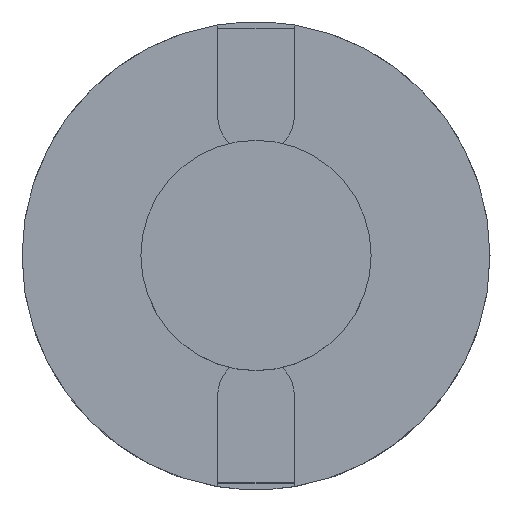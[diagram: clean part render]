
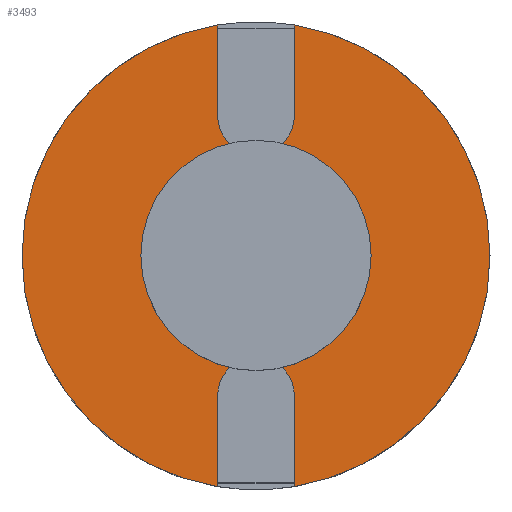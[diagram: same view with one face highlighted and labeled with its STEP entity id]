
A CAD part, top view. The second image highlights one B-rep face of the part: STEP entity #3493.
In plain terms, the highlighted planar face has unit normal (0, 0, 1).
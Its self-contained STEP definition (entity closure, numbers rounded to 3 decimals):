
#68 = VERTEX_POINT ( 'NONE', #1935 ) ;
#79 = LINE ( 'NONE', #538, #3521 ) ;
#80 = CARTESIAN_POINT ( 'NONE',  ( 7.938, 28.938, 101.6 ) ) ;
#82 = CARTESIAN_POINT ( 'NONE',  ( 0., 28.937, 101.6 ) ) ;
#121 = ORIENTED_EDGE ( 'NONE', *, *, #302, .F. ) ;
#177 = DIRECTION ( 'NONE',  ( -1., 0., 0. ) ) ;
#230 = CARTESIAN_POINT ( 'NONE',  ( 0., 0., 101.6 ) ) ;
#244 = EDGE_CURVE ( 'NONE', #3262, #3481, #3986, .T. ) ;
#257 = VECTOR ( 'NONE', #1273, 1000. ) ;
#302 = EDGE_CURVE ( 'NONE', #582, #3238, #2096, .T. ) ;
#305 = CIRCLE ( 'NONE', #3840, 48.385 ) ;
#394 = CARTESIAN_POINT ( 'NONE',  ( 0., 0., 101.6 ) ) ;
#400 = ORIENTED_EDGE ( 'NONE', *, *, #1123, .F. ) ;
#421 = DIRECTION ( 'NONE',  ( 1., 0., 0. ) ) ;
#426 = CARTESIAN_POINT ( 'NONE',  ( 19.05, 0., 101.6 ) ) ;
#459 = CARTESIAN_POINT ( 'NONE',  ( -7.937, -47., 101.6 ) ) ;
#482 = DIRECTION ( 'NONE',  ( 0., -1., 0. ) ) ;
#538 = CARTESIAN_POINT ( 'NONE',  ( 7.938, 48.385, 101.6 ) ) ;
#574 = DIRECTION ( 'NONE',  ( -1., 0., 0. ) ) ;
#582 = VERTEX_POINT ( 'NONE', #3097 ) ;
#607 = FACE_BOUND ( 'NONE', #2370, .T. ) ;
#617 = EDGE_CURVE ( 'NONE', #2028, #3238, #1268, .T. ) ;
#623 = VERTEX_POINT ( 'NONE', #2469 ) ;
#701 = DIRECTION ( 'NONE',  ( 0., 0., -1. ) ) ;
#731 = DIRECTION ( 'NONE',  ( -1., 0., 0. ) ) ;
#743 = EDGE_CURVE ( 'NONE', #2378, #68, #79, .T. ) ;
#759 = EDGE_CURVE ( 'NONE', #68, #1601, #961, .T. ) ;
#767 = AXIS2_PLACEMENT_3D ( 'NONE', #2735, #4088, #2074 ) ;
#814 = CIRCLE ( 'NONE', #3587, 19.05 ) ;
#839 = VERTEX_POINT ( 'NONE', #3610 ) ;
#920 = EDGE_CURVE ( 'NONE', #2028, #1104, #3084, .T. ) ;
#961 = CIRCLE ( 'NONE', #2545, 7.937 ) ;
#966 = CARTESIAN_POINT ( 'NONE',  ( 7.937, 47.729, 101.6 ) ) ;
#1005 = DIRECTION ( 'NONE',  ( -1., 0., 0. ) ) ;
#1007 = CIRCLE ( 'NONE', #2846, 48.385 ) ;
#1024 = LINE ( 'NONE', #3264, #257 ) ;
#1031 = ORIENTED_EDGE ( 'NONE', *, *, #2087, .F. ) ;
#1095 = EDGE_CURVE ( 'NONE', #3481, #3262, #814, .T. ) ;
#1104 = VERTEX_POINT ( 'NONE', #1489 ) ;
#1123 = EDGE_CURVE ( 'NONE', #1104, #623, #1784, .T. ) ;
#1138 = CARTESIAN_POINT ( 'NONE',  ( -7.938, 48.385, 101.6 ) ) ;
#1205 = DIRECTION ( 'NONE',  ( 0., 0., 1. ) ) ;
#1223 = VECTOR ( 'NONE', #482, 1000. ) ;
#1250 = CARTESIAN_POINT ( 'NONE',  ( 7.937, -47., 101.6 ) ) ;
#1268 = LINE ( 'NONE', #3115, #3838 ) ;
#1273 = DIRECTION ( 'NONE',  ( 0., 1., 0. ) ) ;
#1305 = VECTOR ( 'NONE', #4126, 1000. ) ;
#1326 = ORIENTED_EDGE ( 'NONE', *, *, #2047, .F. ) ;
#1331 = CARTESIAN_POINT ( 'NONE',  ( 0., 0., 101.6 ) ) ;
#1489 = CARTESIAN_POINT ( 'NONE',  ( 7.938, 28.938, 101.6 ) ) ;
#1543 = DIRECTION ( 'NONE',  ( 0., 0., -1. ) ) ;
#1547 = EDGE_CURVE ( 'NONE', #1659, #2378, #1024, .T. ) ;
#1601 = VERTEX_POINT ( 'NONE', #2951 ) ;
#1659 = VERTEX_POINT ( 'NONE', #3667 ) ;
#1744 = PLANE ( 'NONE',  #767 ) ;
#1770 = CARTESIAN_POINT ( 'NONE',  ( -7.937, -54.815, 101.6 ) ) ;
#1784 = LINE ( 'NONE', #80, #2566 ) ;
#1808 = VERTEX_POINT ( 'NONE', #459 ) ;
#1814 = ORIENTED_EDGE ( 'NONE', *, *, #617, .T. ) ;
#1826 = DIRECTION ( 'NONE',  ( 0., -1., 0. ) ) ;
#1861 = DIRECTION ( 'NONE',  ( 0., 1., 0. ) ) ;
#1935 = CARTESIAN_POINT ( 'NONE',  ( 7.938, -28.938, 101.6 ) ) ;
#2009 = AXIS2_PLACEMENT_3D ( 'NONE', #82, #2390, #421 ) ;
#2028 = VERTEX_POINT ( 'NONE', #2809 ) ;
#2047 = EDGE_CURVE ( 'NONE', #1601, #1808, #3992, .T. ) ;
#2071 = ORIENTED_EDGE ( 'NONE', *, *, #3059, .F. ) ;
#2074 = DIRECTION ( 'NONE',  ( 1., 0., 0. ) ) ;
#2087 = EDGE_CURVE ( 'NONE', #623, #4097, #3787, .T. ) ;
#2096 = LINE ( 'NONE', #1138, #1223 ) ;
#2130 = ORIENTED_EDGE ( 'NONE', *, *, #759, .F. ) ;
#2150 = DIRECTION ( 'NONE',  ( 0., 0., -1. ) ) ;
#2152 = CARTESIAN_POINT ( 'NONE',  ( -7.937, -54.815, 101.6 ) ) ;
#2198 = LINE ( 'NONE', #1770, #1305 ) ;
#2213 = VECTOR ( 'NONE', #1826, 1000. ) ;
#2244 = FACE_OUTER_BOUND ( 'NONE', #3233, .T. ) ;
#2333 = CARTESIAN_POINT ( 'NONE',  ( -19.05, 0., 101.6 ) ) ;
#2370 = EDGE_LOOP ( 'NONE', ( #3968, #4029 ) ) ;
#2378 = VERTEX_POINT ( 'NONE', #1250 ) ;
#2390 = DIRECTION ( 'NONE',  ( 0., 0., 1. ) ) ;
#2446 = DIRECTION ( 'NONE',  ( 0., 1., 0. ) ) ;
#2469 = CARTESIAN_POINT ( 'NONE',  ( 7.937, 47., 101.6 ) ) ;
#2522 = VERTEX_POINT ( 'NONE', #4075 ) ;
#2545 = AXIS2_PLACEMENT_3D ( 'NONE', #3191, #1205, #3546 ) ;
#2548 = DIRECTION ( 'NONE',  ( 0., 0., -1. ) ) ;
#2566 = VECTOR ( 'NONE', #2730, 1000. ) ;
#2589 = ORIENTED_EDGE ( 'NONE', *, *, #743, .F. ) ;
#2672 = CARTESIAN_POINT ( 'NONE',  ( 0., 0., 101.6 ) ) ;
#2708 = DIRECTION ( 'NONE',  ( 0., 0., -1. ) ) ;
#2730 = DIRECTION ( 'NONE',  ( 0., 1., 0. ) ) ;
#2735 = CARTESIAN_POINT ( 'NONE',  ( 0., 48.385, 101.6 ) ) ;
#2809 = CARTESIAN_POINT ( 'NONE',  ( -7.938, 28.938, 101.6 ) ) ;
#2846 = AXIS2_PLACEMENT_3D ( 'NONE', #2672, #701, #3005 ) ;
#2857 = VERTEX_POINT ( 'NONE', #3054 ) ;
#2884 = VECTOR ( 'NONE', #3504, 1000. ) ;
#2951 = CARTESIAN_POINT ( 'NONE',  ( -7.937, -28.938, 101.6 ) ) ;
#2963 = ORIENTED_EDGE ( 'NONE', *, *, #3422, .F. ) ;
#3005 = DIRECTION ( 'NONE',  ( -1., 0., 0. ) ) ;
#3036 = ORIENTED_EDGE ( 'NONE', *, *, #3356, .F. ) ;
#3054 = CARTESIAN_POINT ( 'NONE',  ( 48.385, 0., 101.6 ) ) ;
#3059 = EDGE_CURVE ( 'NONE', #839, #2522, #305, .T. ) ;
#3084 = CIRCLE ( 'NONE', #2009, 7.938 ) ;
#3097 = CARTESIAN_POINT ( 'NONE',  ( -7.938, 47.729, 101.6 ) ) ;
#3115 = CARTESIAN_POINT ( 'NONE',  ( -7.938, 48.385, 101.6 ) ) ;
#3159 = AXIS2_PLACEMENT_3D ( 'NONE', #1331, #3322, #1005 ) ;
#3191 = CARTESIAN_POINT ( 'NONE',  ( 0., -28.937, 101.6 ) ) ;
#3193 = AXIS2_PLACEMENT_3D ( 'NONE', #230, #2548, #574 ) ;
#3233 = EDGE_LOOP ( 'NONE', ( #3325, #3792, #3036, #1031, #400, #4150, #1814, #121, #2963, #2071, #3802, #1326, #2130, #2589 ) ) ;
#3238 = VERTEX_POINT ( 'NONE', #3326 ) ;
#3262 = VERTEX_POINT ( 'NONE', #2333 ) ;
#3264 = CARTESIAN_POINT ( 'NONE',  ( 7.938, 48.385, 101.6 ) ) ;
#3279 = AXIS2_PLACEMENT_3D ( 'NONE', #394, #2708, #731 ) ;
#3322 = DIRECTION ( 'NONE',  ( 0., 0., -1. ) ) ;
#3325 = ORIENTED_EDGE ( 'NONE', *, *, #1547, .F. ) ;
#3326 = CARTESIAN_POINT ( 'NONE',  ( -7.938, 47., 101.6 ) ) ;
#3356 = EDGE_CURVE ( 'NONE', #4097, #2857, #1007, .T. ) ;
#3422 = EDGE_CURVE ( 'NONE', #2522, #582, #4246, .T. ) ;
#3481 = VERTEX_POINT ( 'NONE', #426 ) ;
#3493 = ADVANCED_FACE ( 'NONE', ( #2244, #607 ), #1744, .T. ) ;
#3504 = DIRECTION ( 'NONE',  ( 0., 1., 0. ) ) ;
#3513 = CIRCLE ( 'NONE', #3193, 48.385 ) ;
#3521 = VECTOR ( 'NONE', #1861, 1000. ) ;
#3546 = DIRECTION ( 'NONE',  ( -1., 0., 0. ) ) ;
#3547 = CARTESIAN_POINT ( 'NONE',  ( 0., 0., 101.6 ) ) ;
#3587 = AXIS2_PLACEMENT_3D ( 'NONE', #4171, #2150, #177 ) ;
#3610 = CARTESIAN_POINT ( 'NONE',  ( -7.937, -47.729, 101.6 ) ) ;
#3667 = CARTESIAN_POINT ( 'NONE',  ( 7.937, -47.729, 101.6 ) ) ;
#3787 = LINE ( 'NONE', #4191, #2884 ) ;
#3792 = ORIENTED_EDGE ( 'NONE', *, *, #4275, .F. ) ;
#3802 = ORIENTED_EDGE ( 'NONE', *, *, #3852, .F. ) ;
#3838 = VECTOR ( 'NONE', #2446, 1000. ) ;
#3840 = AXIS2_PLACEMENT_3D ( 'NONE', #3547, #1543, #3873 ) ;
#3852 = EDGE_CURVE ( 'NONE', #1808, #839, #2198, .T. ) ;
#3873 = DIRECTION ( 'NONE',  ( -1., 0., 0. ) ) ;
#3968 = ORIENTED_EDGE ( 'NONE', *, *, #244, .T. ) ;
#3986 = CIRCLE ( 'NONE', #3159, 19.05 ) ;
#3992 = LINE ( 'NONE', #2152, #2213 ) ;
#4029 = ORIENTED_EDGE ( 'NONE', *, *, #1095, .T. ) ;
#4075 = CARTESIAN_POINT ( 'NONE',  ( -48.385, 0., 101.6 ) ) ;
#4088 = DIRECTION ( 'NONE',  ( 0., 0., 1. ) ) ;
#4097 = VERTEX_POINT ( 'NONE', #966 ) ;
#4126 = DIRECTION ( 'NONE',  ( 0., -1., 0. ) ) ;
#4150 = ORIENTED_EDGE ( 'NONE', *, *, #920, .F. ) ;
#4171 = CARTESIAN_POINT ( 'NONE',  ( 0., 0., 101.6 ) ) ;
#4191 = CARTESIAN_POINT ( 'NONE',  ( 7.938, 28.938, 101.6 ) ) ;
#4246 = CIRCLE ( 'NONE', #3279, 48.385 ) ;
#4275 = EDGE_CURVE ( 'NONE', #2857, #1659, #3513, .T. ) ;
